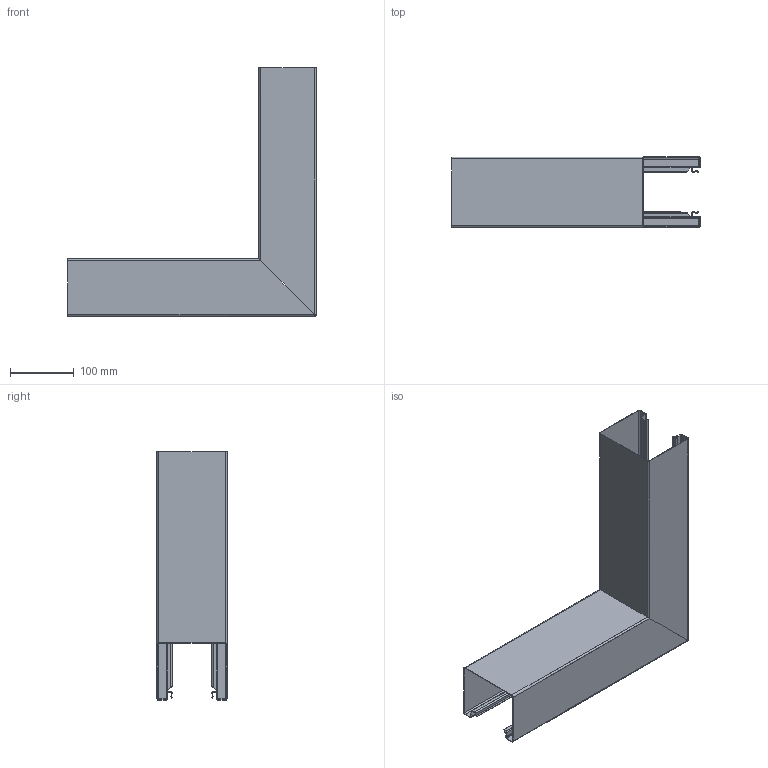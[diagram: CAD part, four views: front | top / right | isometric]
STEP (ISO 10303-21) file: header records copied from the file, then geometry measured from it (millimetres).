
FILE_DESCRIPTION (( 'STEP AP214' ), '1' );
FILE_NAME ('6277110.stp', '2016-05-24T12:20:17', ( '' ), ( '' ), 'SwSTEP 2.0', 'SolidWorks 2014', '' );
FILE_SCHEMA (( 'AUTOMOTIVE_DESIGN' ));
Length unit declared in the file: millimetre
Products named in the file (1): 6277110
Bounding box: 389.52 x 110 x 389.52 mm (x, y, z)
Volume: 251070.2 mm3; surface area: 505197.7 mm2
Topology: 1 solids, 1 shells, 252 faces, 540 edges, 288 vertices
Faces by surface type: plane 148, cylinder 68, bspline 36
Entity records: 7322 total; most frequent: CARTESIAN_POINT 2353, ORIENTED_EDGE 1080, DIRECTION 878, EDGE_CURVE 540, LINE 316, VECTOR 316, VERTEX_POINT 288, AXIS2_PLACEMENT_3D 281
